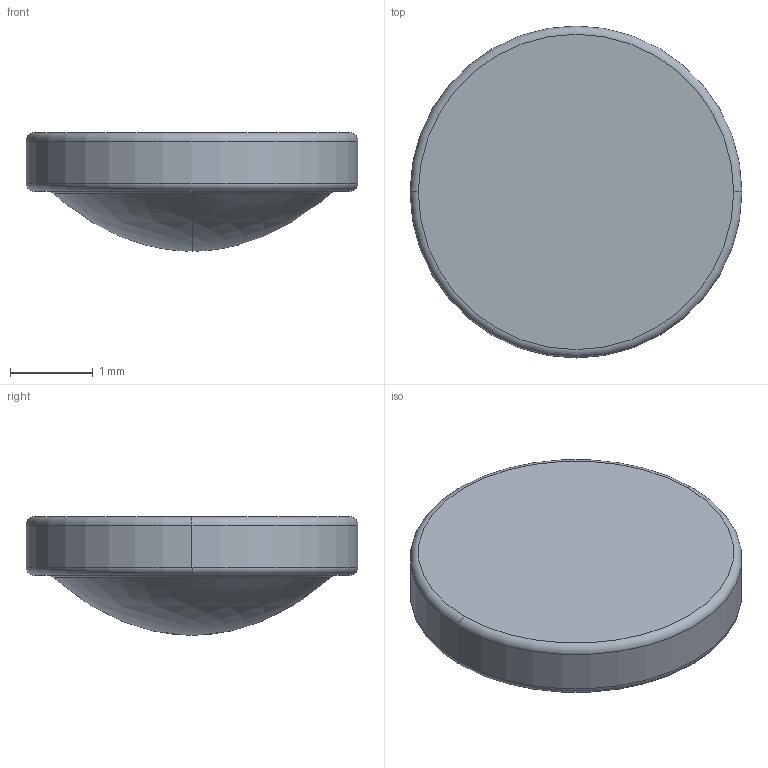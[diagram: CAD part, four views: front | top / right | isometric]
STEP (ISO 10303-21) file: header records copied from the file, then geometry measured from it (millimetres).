
FILE_DESCRIPTION (( 'STEP AP203' ), '1' );
FILE_NAME ('40000211A.STEP', '2020-01-14T15:46:26', ( '' ), ( '' ), 'SwSTEP 2.0', 'SolidWorks 2015', '' );
FILE_SCHEMA (( 'CONFIG_CONTROL_DESIGN' ));
Length unit declared in the file: millimetre
Products named in the file (1): 40000211A
Bounding box: 4 x 4 x 1.43 mm (x, y, z)
Volume: 12.2 mm3; surface area: 34.4 mm2
Topology: 1 solids, 1 shells, 12 faces, 26 edges, 15 vertices
Faces by surface type: torus 6, bspline 2, cylinder 2, plane 2
Entity records: 545 total; most frequent: CARTESIAN_POINT 208, DIRECTION 64, ORIENTED_EDGE 48, AXIS2_PLACEMENT_3D 31, EDGE_CURVE 24, CIRCLE 20, VERTEX_POINT 15, EDGE_LOOP 13
